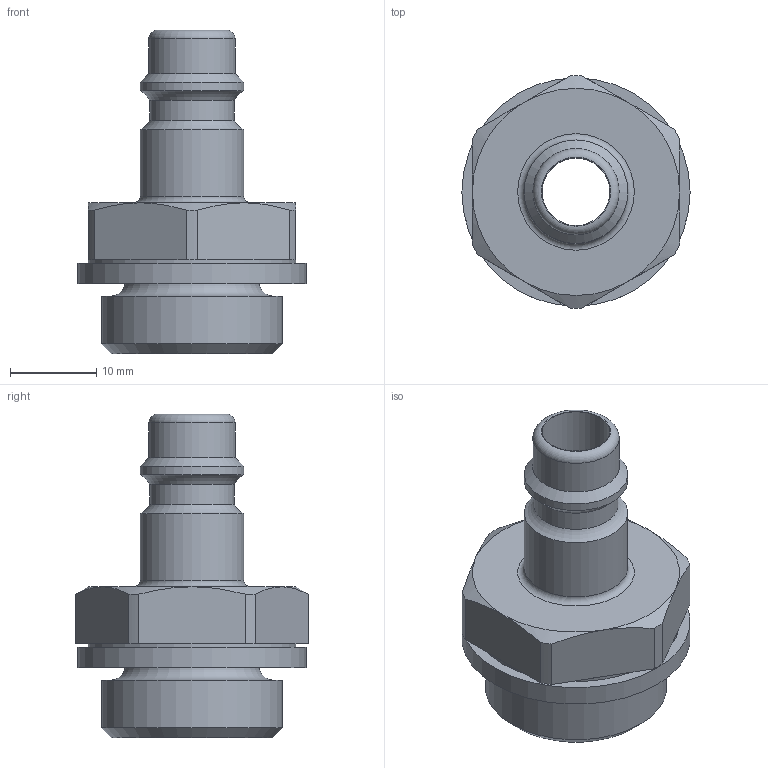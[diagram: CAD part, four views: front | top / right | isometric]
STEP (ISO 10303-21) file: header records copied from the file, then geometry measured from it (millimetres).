
FILE_DESCRIPTION(/* description */ ('STEP AP214'),/* implementation_level */ '2;1');
FILE_NAME(/* name */ '531676_KS4-1_2-A',/* time_stamp */ '2024-08-22T09:53:25+02:00',/* author */ ('License CC BY-ND 4.0'),/* organization */ ('CADENAS'),/* preprocessor_version */ 'ST-DEVELOPER v19.3',/* originating_system */ 'PARTsolutions',/* authorisation */ ' ');
FILE_SCHEMA (('AUTOMOTIVE_DESIGN {1 0 10303 214 3 1 1}'));
Length unit declared in the file: millimetre
Products named in the file (1): 531676 KS4-1/2-A
Bounding box: 26.45 x 26.97 x 37.5 mm (x, y, z)
Volume: 6593.5 mm3; surface area: 4407.9 mm2
Topology: 1 solids, 1 shells, 49 faces, 102 edges, 60 vertices
Faces by surface type: plane 19, cylinder 15, cone 10, torus 5
Full cylindrical faces by diameter (mm): 7.85 x1, 9.75 x1, 10 x1, 12 x2, 20.955 x1, 21.4 x1, 24 x1, 26.45 x1
Entity records: 1248 total; most frequent: CARTESIAN_POINT 230, DIRECTION 220, ORIENTED_EDGE 168, AXIS2_PLACEMENT_3D 98, EDGE_CURVE 84, EDGE_LOOP 74, FACE_BOUND 74, VERTEX_POINT 60
